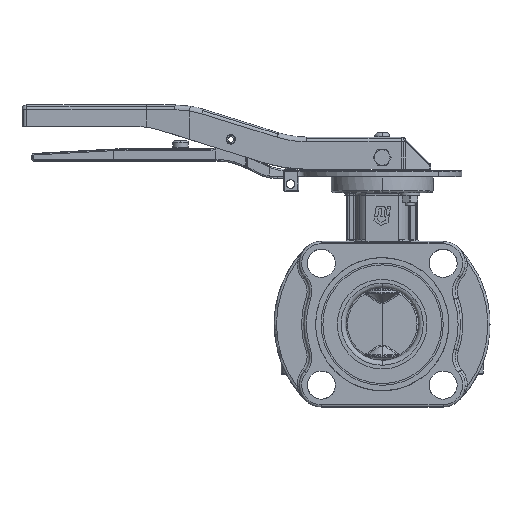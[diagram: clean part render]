
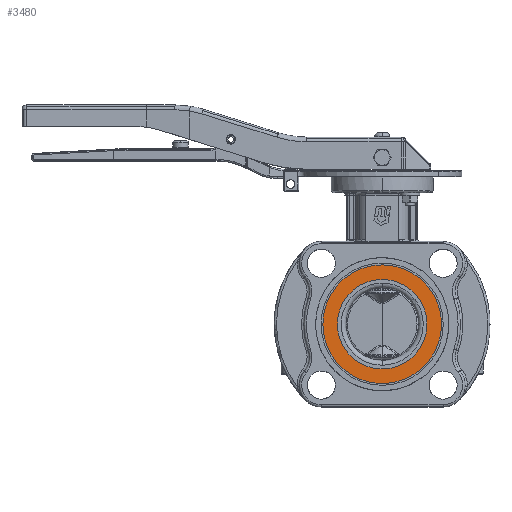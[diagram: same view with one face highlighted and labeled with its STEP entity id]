
A CAD part, left-side view. The second image highlights one B-rep face of the part: STEP entity #3480.
In plain terms, the highlighted planar face has unit normal (-1, 0, 0).
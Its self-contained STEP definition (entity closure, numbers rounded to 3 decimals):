
#3288=CARTESIAN_POINT('',(-16.6,37.9,-0.));
#3289=VERTEX_POINT('',#3288);
#3296=CARTESIAN_POINT('',(-16.6,-37.9,0.));
#3297=VERTEX_POINT('',#3296);
#3298=CARTESIAN_POINT('',(-16.6,-0.,0.));
#3299=DIRECTION('',(1.,0.,0.));
#3300=DIRECTION('',(-0.,1.,0.));
#3301=AXIS2_PLACEMENT_3D('',#3298,#3299,#3300);
#3302=CIRCLE('',#3301,37.9);
#3303=EDGE_CURVE('',#3289,#3297,#3302,.T.);
#3428=CARTESIAN_POINT('',(-16.6,28.6,-0.));
#3429=VERTEX_POINT('',#3428);
#3437=CARTESIAN_POINT('',(-16.6,-28.6,0.));
#3438=VERTEX_POINT('',#3437);
#3445=CARTESIAN_POINT('',(-16.6,-0.,0.));
#3446=DIRECTION('',(1.,0.,0.));
#3447=DIRECTION('',(-0.,1.,0.));
#3448=AXIS2_PLACEMENT_3D('',#3445,#3446,#3447);
#3449=CIRCLE('',#3448,28.6);
#3450=EDGE_CURVE('',#3429,#3438,#3449,.T.);
#3455=CARTESIAN_POINT('',(-16.6,33.25,0.));
#3456=DIRECTION('',(-1.,-0.,0.));
#3457=DIRECTION('',(0.,0.,1.));
#3458=AXIS2_PLACEMENT_3D('',#3455,#3456,#3457);
#3459=PLANE('',#3458);
#3460=ORIENTED_EDGE('',*,*,#3303,.F.);
#3461=CARTESIAN_POINT('',(-16.6,-0.,0.));
#3462=DIRECTION('',(1.,0.,0.));
#3463=DIRECTION('',(-0.,1.,0.));
#3464=AXIS2_PLACEMENT_3D('',#3461,#3462,#3463);
#3465=CIRCLE('',#3464,37.9);
#3466=EDGE_CURVE('',#3297,#3289,#3465,.T.);
#3467=ORIENTED_EDGE('',*,*,#3466,.F.);
#3468=EDGE_LOOP('',(#3460,#3467));
#3469=FACE_BOUND('',#3468,.T.);
#3470=ORIENTED_EDGE('',*,*,#3450,.T.);
#3471=CARTESIAN_POINT('',(-16.6,-0.,0.));
#3472=DIRECTION('',(1.,0.,0.));
#3473=DIRECTION('',(-0.,1.,0.));
#3474=AXIS2_PLACEMENT_3D('',#3471,#3472,#3473);
#3475=CIRCLE('',#3474,28.6);
#3476=EDGE_CURVE('',#3438,#3429,#3475,.T.);
#3477=ORIENTED_EDGE('',*,*,#3476,.T.);
#3478=EDGE_LOOP('',(#3470,#3477));
#3479=FACE_BOUND('',#3478,.T.);
#3480=ADVANCED_FACE('',(#3469,#3479),#3459,.T.);
